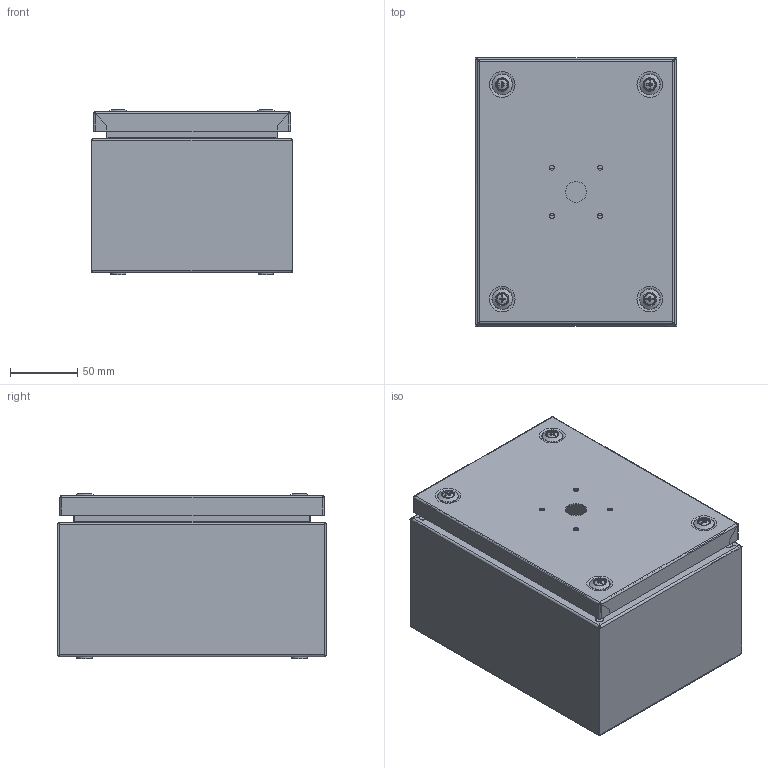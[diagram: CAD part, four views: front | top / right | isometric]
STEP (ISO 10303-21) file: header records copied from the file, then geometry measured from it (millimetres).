
FILE_DESCRIPTION(/* description */ (''),/* implementation_level */ '2;1');
FILE_NAME(/* name */ 'GAZS1_CATALOG.stp',/* time_stamp */ '2020-07-01T15:27:58+02:00',/* author */ (''),/* organization */ (''),/* preprocessor_version */ 'ST-DEVELOPER v16',/* originating_system */ 'SIEMENS PLM Software NX 10.0',/* authorisation */ '');
FILE_SCHEMA (('CONFIG_CONTROL_DESIGN'));
Length unit declared in the file: millimetre
Products named in the file (1): GAZS1_CATALOG
Bounding box: 150 x 200 x 123.29 mm (x, y, z)
Surface area: 278490.3 mm2 (no closed solid volume)
Topology: 0 solids, 29 shells, 257 faces, 846 edges, 597 vertices
Faces by surface type: plane 157, cylinder 41, bspline 35, torus 16, cone 4, sphere 4
Full cylindrical faces by diameter (mm): 3.7 x4, 5 x4, 9 x4, 11.5 x4, 15.6 x1
Entity records: 10741 total; most frequent: CARTESIAN_POINT 3827, DIRECTION 1369, ORIENTED_EDGE 1179, EDGE_CURVE 800, VERTEX_POINT 588, LINE 515, VECTOR 515, AXIS2_PLACEMENT_3D 427
